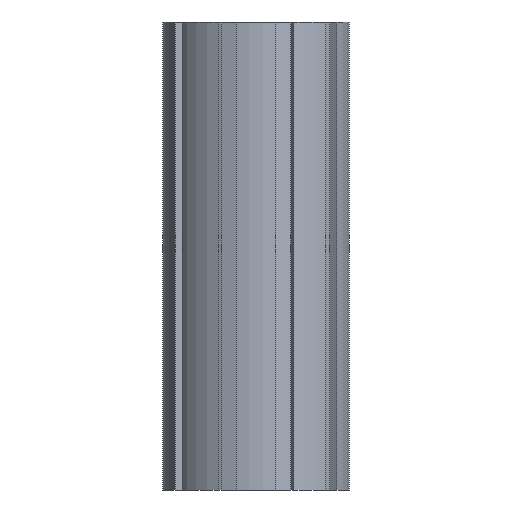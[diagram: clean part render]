
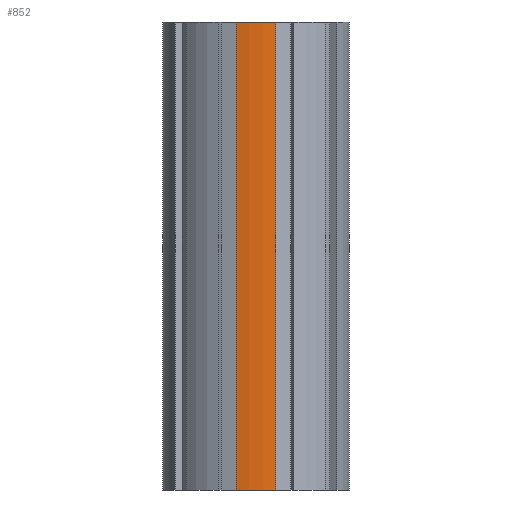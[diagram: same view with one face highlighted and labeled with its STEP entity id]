
A CAD part, left-side view. The second image highlights one B-rep face of the part: STEP entity #852.
In plain terms, the highlighted cylindrical face has radius 10 mm (diameter 20 mm), a partial arc.
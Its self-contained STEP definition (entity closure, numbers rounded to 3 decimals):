
#17=CYLINDRICAL_SURFACE('',#923,10.);
#29=CIRCLE('',#906,10.);
#41=CIRCLE('',#924,10.);
#59=FACE_OUTER_BOUND('',#104,.T.);
#104=EDGE_LOOP('',(#632,#633,#634,#635));
#183=LINE('',#1321,#287);
#186=LINE('',#1328,#290);
#287=VECTOR('',#1054,10.);
#290=VECTOR('',#1063,10.);
#359=VERTEX_POINT('',#1234);
#360=VERTEX_POINT('',#1236);
#398=VERTEX_POINT('',#1319);
#399=VERTEX_POINT('',#1326);
#446=EDGE_CURVE('',#360,#359,#29,.T.);
#488=EDGE_CURVE('',#398,#359,#183,.T.);
#491=EDGE_CURVE('',#399,#398,#41,.T.);
#492=EDGE_CURVE('',#360,#399,#186,.T.);
#632=ORIENTED_EDGE('',*,*,#488,.F.);
#633=ORIENTED_EDGE('',*,*,#491,.F.);
#634=ORIENTED_EDGE('',*,*,#492,.F.);
#635=ORIENTED_EDGE('',*,*,#446,.T.);
#852=ADVANCED_FACE('',(#59),#17,.T.);
#906=AXIS2_PLACEMENT_3D('',#1237,#992,#993);
#923=AXIS2_PLACEMENT_3D('',#1325,#1059,#1060);
#924=AXIS2_PLACEMENT_3D('',#1327,#1061,#1062);
#992=DIRECTION('center_axis',(0.,0.,-1.));
#993=DIRECTION('ref_axis',(-1.,0.,0.));
#1054=DIRECTION('',(0.,0.,1.));
#1059=DIRECTION('center_axis',(0.,0.,-1.));
#1060=DIRECTION('ref_axis',(-1.,0.,0.));
#1061=DIRECTION('center_axis',(0.,0.,-1.));
#1062=DIRECTION('ref_axis',(-1.,0.,0.));
#1063=DIRECTION('',(0.,0.,-1.));
#1234=CARTESIAN_POINT('',(-9.772,2.124,154.));
#1236=CARTESIAN_POINT('',(-9.772,-2.124,154.));
#1237=CARTESIAN_POINT('Origin',(0.,0.,154.));
#1319=CARTESIAN_POINT('',(-9.772,2.124,104.));
#1321=CARTESIAN_POINT('',(-9.772,2.124,154.));
#1325=CARTESIAN_POINT('Origin',(0.,0.,154.));
#1326=CARTESIAN_POINT('',(-9.772,-2.124,104.));
#1327=CARTESIAN_POINT('Origin',(0.,0.,104.));
#1328=CARTESIAN_POINT('',(-9.772,-2.124,154.));
